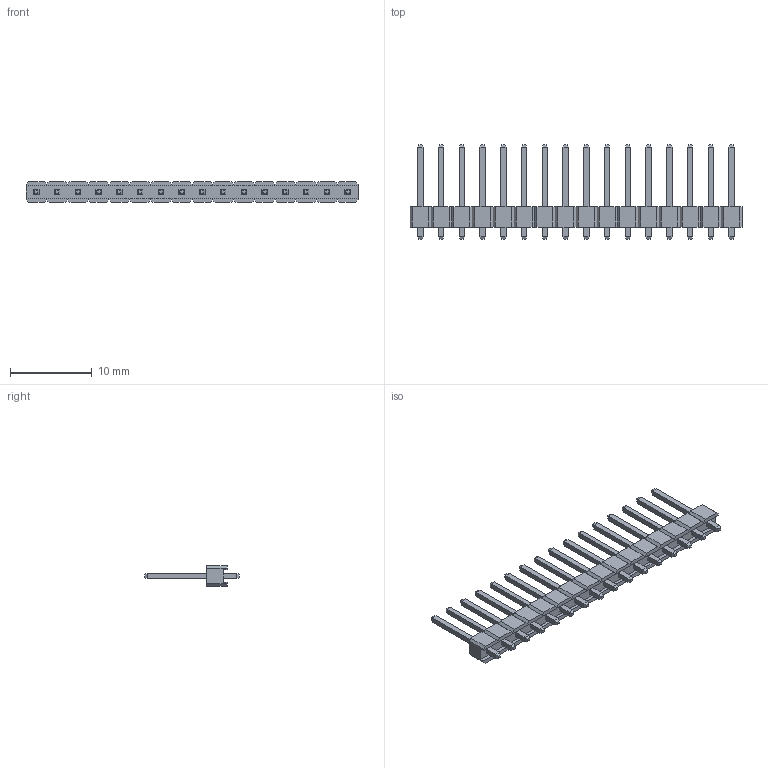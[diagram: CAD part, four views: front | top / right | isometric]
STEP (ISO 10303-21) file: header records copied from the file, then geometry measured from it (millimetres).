
FILE_DESCRIPTION (( 'STEP AP214' ), '1' );
FILE_NAME ('0_16_WA1208153521120.step', '2006-12-08T20:35:25', ( 'SysAdmin' ), ( 'SolidWorks' ), 'SwSTEP 2.0', 'SolidWorks 2007', '' );
FILE_SCHEMA (( 'AUTOMOTIVE_DESIGN' ));
Length unit declared in the file: millimetre
Products named in the file (1): 0_16_WA1208153521120
Bounding box: 40.64 x 11.6 x 2.54 mm (x, y, z)
Volume: 286.1 mm3; surface area: 851.1 mm2
Topology: 1 solids, 1 shells, 392 faces, 946 edges, 588 vertices
Faces by surface type: plane 392
Entity records: 12173 total; most frequent: CARTESIAN_POINT 1927, ORIENTED_EDGE 1892, DIRECTION 1732, EDGE_CURVE 946, VECTOR 946, LINE 946, VERTEX_POINT 588, EDGE_LOOP 424
